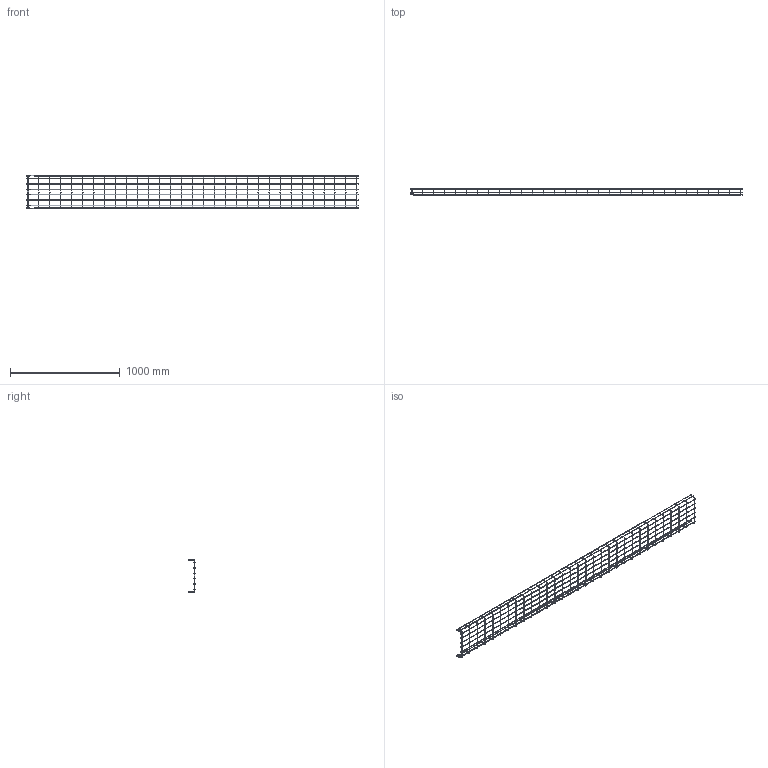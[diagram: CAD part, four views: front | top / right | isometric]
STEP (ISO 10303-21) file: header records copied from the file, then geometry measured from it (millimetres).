
FILE_DESCRIPTION (( 'STEP AP214' ), '1' );
FILE_NAME ('6001078.STEP', '2025-11-25T12:46:56', ( '' ), ( '' ), 'SwSTEP 2.0', 'SolidWorks 2024', '' );
FILE_SCHEMA (( 'AUTOMOTIVE_DESIGN' ));
Length unit declared in the file: millimetre
Products named in the file (1): 6001078
Bounding box: 3028.03 x 58.06 x 302 mm (x, y, z)
Volume: 740148.6 mm3; surface area: 627124.7 mm2
Topology: 4 solids, 4 shells, 908 faces, 2742 edges, 1610 vertices
Faces by surface type: cylinder 400, torus 300, plane 152, bspline 56
Entity records: 44944 total; most frequent: CARTESIAN_POINT 20673, ORIENTED_EDGE 5420, DIRECTION 4956, EDGE_CURVE 2710, AXIS2_PLACEMENT_3D 2093, VERTEX_POINT 1610, CIRCLE 1240, EDGE_LOOP 1088
